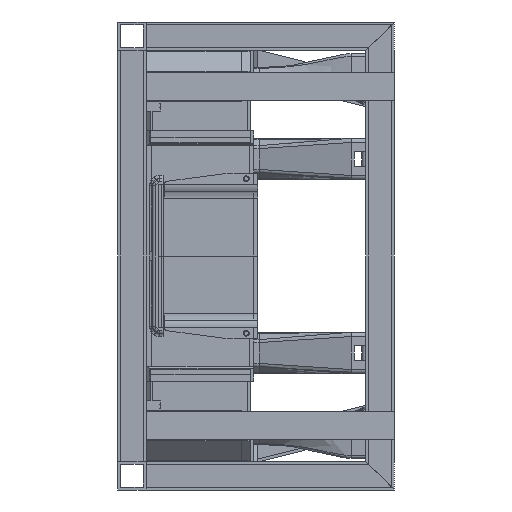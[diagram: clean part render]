
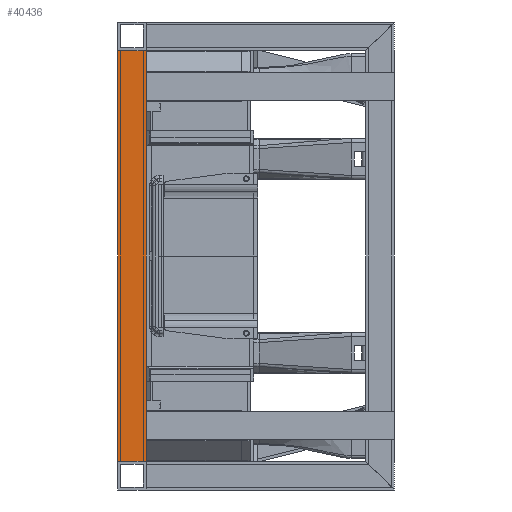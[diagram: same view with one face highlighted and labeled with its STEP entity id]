
A CAD part, left-side view. The second image highlights one B-rep face of the part: STEP entity #40436.
In plain terms, the highlighted planar face has unit normal (-1, 0, 0).
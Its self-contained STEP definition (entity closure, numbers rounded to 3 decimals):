
#1798=PLANE('',#42939);
#3164=FACE_OUTER_BOUND('',#5627,.T.);
#5627=EDGE_LOOP('',(#28291,#28292,#28293,#28294));
#8356=LINE('',#58889,#12534);
#8371=LINE('',#58929,#12549);
#8372=LINE('',#58930,#12550);
#8373=LINE('',#58931,#12551);
#12534=VECTOR('',#47292,10.);
#12549=VECTOR('',#47329,10.);
#12550=VECTOR('',#47330,10.);
#12551=VECTOR('',#47331,10.);
#17656=VERTEX_POINT('',#58883);
#17658=VERTEX_POINT('',#58887);
#17671=VERTEX_POINT('',#58927);
#17672=VERTEX_POINT('',#58928);
#21686=EDGE_CURVE('',#17656,#17658,#8356,.T.);
#21705=EDGE_CURVE('',#17671,#17672,#8371,.T.);
#21706=EDGE_CURVE('',#17671,#17656,#8372,.T.);
#21707=EDGE_CURVE('',#17672,#17658,#8373,.T.);
#28291=ORIENTED_EDGE('',*,*,#21705,.F.);
#28292=ORIENTED_EDGE('',*,*,#21706,.T.);
#28293=ORIENTED_EDGE('',*,*,#21686,.T.);
#28294=ORIENTED_EDGE('',*,*,#21707,.F.);
#40436=ADVANCED_FACE('',(#3164),#1798,.T.);
#42939=AXIS2_PLACEMENT_3D('',#58926,#47327,#47328);
#47292=DIRECTION('',(0.,1.,0.));
#47327=DIRECTION('center_axis',(-1.,0.,0.));
#47328=DIRECTION('ref_axis',(0.,-1.,0.));
#47329=DIRECTION('',(0.,1.,0.));
#47330=DIRECTION('',(0.,0.,1.));
#47331=DIRECTION('',(0.,0.,1.));
#58883=CARTESIAN_POINT('',(-325.,-20.,143.5));
#58887=CARTESIAN_POINT('',(-325.,0.,143.5));
#58889=CARTESIAN_POINT('',(-325.,-20.,143.5));
#58926=CARTESIAN_POINT('Origin',(-325.,0.,-143.5));
#58927=CARTESIAN_POINT('',(-325.,-20.,-143.5));
#58928=CARTESIAN_POINT('',(-325.,0.,-143.5));
#58929=CARTESIAN_POINT('',(-325.,-20.,-143.5));
#58930=CARTESIAN_POINT('',(-325.,-20.,-143.5));
#58931=CARTESIAN_POINT('',(-325.,0.,-143.5));
